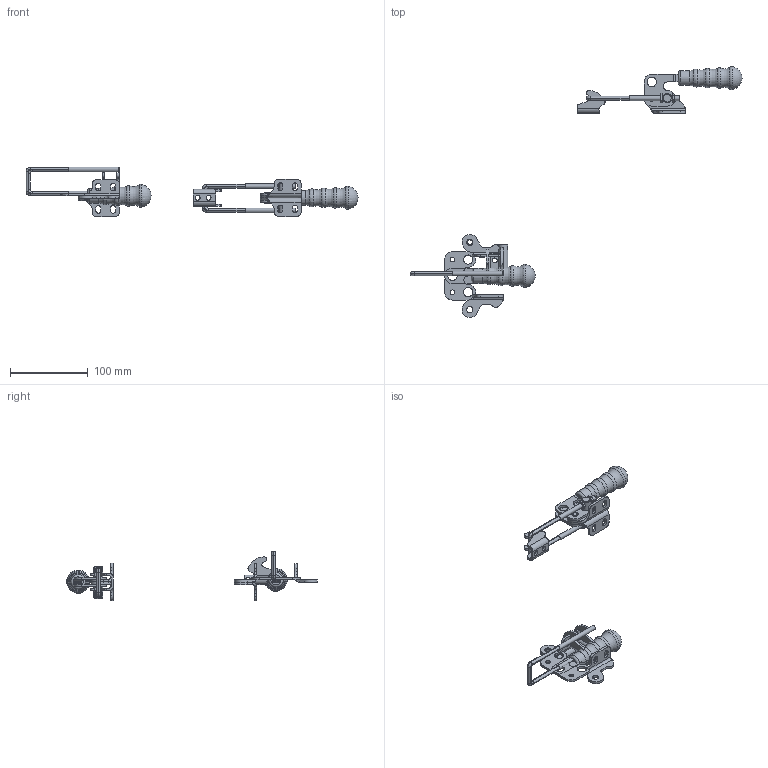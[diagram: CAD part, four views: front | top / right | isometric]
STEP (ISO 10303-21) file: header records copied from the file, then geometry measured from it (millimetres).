
FILE_DESCRIPTION( ( 'Unknown' ), '1' );
FILE_NAME( '420_UPINKA.stp', 'Unknown', ( 'Unknown' ), ( 'Unknown' ), 'PSStep 14.0', 'Unknown', ' ' );
FILE_SCHEMA( ( 'AUTOMOTIVE_DESIGN { 1 0 10303 214 1 1 1 1 }' ) );
Length unit declared in the file: millimetre
Products named in the file (16): 420001-M_TELO; Assem1; 420001_TELO L; 420002_TELO P; 820001_POUZDRO 6x6; 800004_MATICE M6_DIN4398; 800004_MATICE M6_DIN4398-oa0; 800004_MATICE M6_DIN4398-oa1; 800004_MATICE M6_DIN4398-oa2; 420007_CEP; 420005_VRANA; 940002_RUKOJET 10x6; 420008_HAK; 720814_NYT 6x14; 420003_UPINACI PAKA L; 420004_UPINACI PAKA P
Bounding box: 427.03 x 322.72 x 64.03 mm (x, y, z)
Volume: 134007 mm3; surface area: 80693.4 mm2
Topology: 31 solids, 31 shells, 720 faces, 1802 edges, 1154 vertices
Faces by surface type: plane 286, cylinder 258, cone 104, torus 56, bspline 14, sphere 2
Full cylindrical faces by diameter (mm): 4.917 x24, 6 x10, 6.02 x3, 6.2 x4, 6.3 x4, 8 x4, 8.02 x3, 8.05 x6, 12 x10, 18.996 x2
Entity records: 12026 total; most frequent: CARTESIAN_POINT 2063, DIRECTION 1548, ORIENTED_EDGE 1346, EDGE_CURVE 673, AXIS2_PLACEMENT_3D 621, VERTEX_POINT 487, EDGE_LOOP 474, FACE_OUTER_BOUND 377
